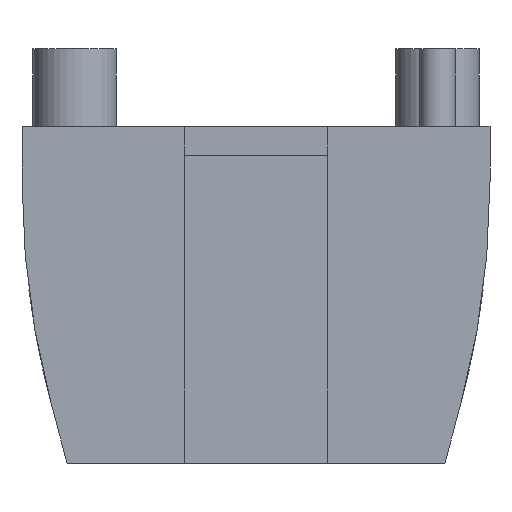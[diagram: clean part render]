
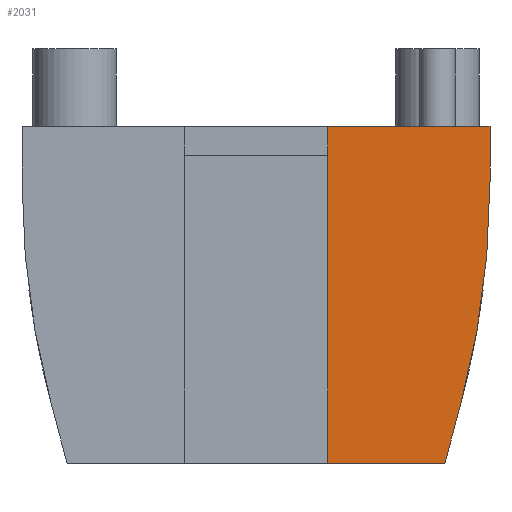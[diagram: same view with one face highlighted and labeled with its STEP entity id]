
A CAD part, front view. The second image highlights one B-rep face of the part: STEP entity #2031.
In plain terms, the highlighted planar face has unit normal (0, -1, 0).
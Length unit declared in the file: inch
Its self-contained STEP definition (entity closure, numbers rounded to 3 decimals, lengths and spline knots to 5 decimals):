
#26=CIRCLE('',#2160,1.5);
#76=FACE_OUTER_BOUND('',#187,.T.);
#187=EDGE_LOOP('',(#1371,#1372,#1373,#1374,#1375,#1376,#1377));
#332=LINE('',#2950,#593);
#342=LINE('',#2969,#603);
#343=LINE('',#2971,#604);
#344=LINE('',#2975,#605);
#345=LINE('',#2977,#606);
#346=LINE('',#2978,#607);
#593=VECTOR('',#2360,0.3937);
#603=VECTOR('',#2378,0.3937);
#604=VECTOR('',#2379,0.3937);
#605=VECTOR('',#2382,0.3937);
#606=VECTOR('',#2383,0.3937);
#607=VECTOR('',#2384,0.3937);
#847=VERTEX_POINT('',#2948);
#848=VERTEX_POINT('',#2949);
#853=VERTEX_POINT('',#2968);
#854=VERTEX_POINT('',#2970);
#855=VERTEX_POINT('',#2972);
#856=VERTEX_POINT('',#2974);
#857=VERTEX_POINT('',#2976);
#1048=EDGE_CURVE('',#847,#848,#332,.T.);
#1058=EDGE_CURVE('',#848,#853,#342,.T.);
#1059=EDGE_CURVE('',#853,#854,#343,.T.);
#1060=EDGE_CURVE('',#855,#854,#26,.T.);
#1061=EDGE_CURVE('',#855,#856,#344,.T.);
#1062=EDGE_CURVE('',#856,#857,#345,.T.);
#1063=EDGE_CURVE('',#857,#847,#346,.T.);
#1371=ORIENTED_EDGE('',*,*,#1048,.T.);
#1372=ORIENTED_EDGE('',*,*,#1058,.T.);
#1373=ORIENTED_EDGE('',*,*,#1059,.T.);
#1374=ORIENTED_EDGE('',*,*,#1060,.F.);
#1375=ORIENTED_EDGE('',*,*,#1061,.T.);
#1376=ORIENTED_EDGE('',*,*,#1062,.T.);
#1377=ORIENTED_EDGE('',*,*,#1063,.T.);
#1913=PLANE('',#2159);
#2031=ADVANCED_FACE('',(#76),#1913,.T.);
#2159=AXIS2_PLACEMENT_3D('',#2967,#2376,#2377);
#2160=AXIS2_PLACEMENT_3D('',#2973,#2380,#2381);
#2360=DIRECTION('',(0.,0.,-1.));
#2376=DIRECTION('center_axis',(0.,-1.,0.));
#2377=DIRECTION('ref_axis',(0.,0.,-1.));
#2378=DIRECTION('',(1.,0.,0.));
#2379=DIRECTION('',(0.259,0.,0.966));
#2380=DIRECTION('center_axis',(0.,1.,0.));
#2381=DIRECTION('ref_axis',(0.991,0.,-0.131));
#2382=DIRECTION('',(0.,0.,1.));
#2383=DIRECTION('',(-1.,0.,0.));
#2384=DIRECTION('',(0.,0.,-1.));
#2948=CARTESIAN_POINT('',(0.5315,-3.034,-0.05));
#2949=CARTESIAN_POINT('',(0.5315,-3.034,-0.585));
#2950=CARTESIAN_POINT('',(0.5315,-3.034,-0.43875));
#2967=CARTESIAN_POINT('Origin',(0.4065,-3.034,-0.2925));
#2968=CARTESIAN_POINT('',(0.73462,-3.034,-0.585));
#2969=CARTESIAN_POINT('',(0.813,-3.034,-0.585));
#2970=CARTESIAN_POINT('',(0.76189,-3.034,-0.48325));
#2971=CARTESIAN_POINT('',(0.813,-3.034,-0.2925));
#2972=CARTESIAN_POINT('',(0.813,-3.034,-0.09502));
#2973=CARTESIAN_POINT('Origin',(-0.687,-3.034,-0.09502));
#2974=CARTESIAN_POINT('',(0.813,-3.034,0.));
#2975=CARTESIAN_POINT('',(0.813,-3.034,0.));
#2976=CARTESIAN_POINT('',(0.5315,-3.034,0.));
#2977=CARTESIAN_POINT('',(0.,-3.034,0.));
#2978=CARTESIAN_POINT('',(0.5315,-3.034,-0.14625));
